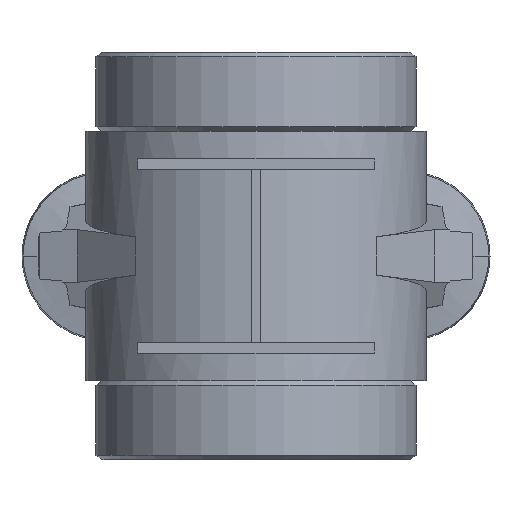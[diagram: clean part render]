
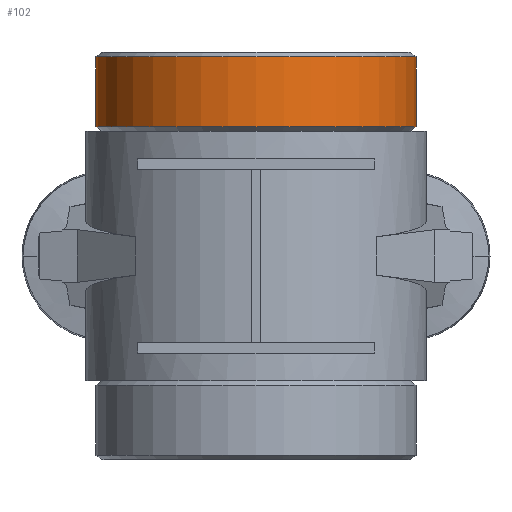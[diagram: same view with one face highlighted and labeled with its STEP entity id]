
A CAD part, front view. The second image highlights one B-rep face of the part: STEP entity #102.
In plain terms, the highlighted cylindrical face has radius 305 mm (diameter 610 mm), a partial arc.
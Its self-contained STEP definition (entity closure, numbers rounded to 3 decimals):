
#102 = ADVANCED_FACE ( 'NONE', ( #20771 ), #20773, .T. ) ;
#1896 = DIRECTION ( 'NONE',  ( 1., 0., 0. ) ) ;
#1898 = DIRECTION ( 'NONE',  ( 0., 0., 1. ) ) ;
#1900 = CARTESIAN_POINT ( 'NONE',  ( 0., 0., 289.8 ) ) ;
#2220 = EDGE_CURVE ( 'NONE', #16411, #16451, #18403, .T. ) ;
#2221 = EDGE_CURVE ( 'NONE', #16551, #16420, #18404, .T. ) ;
#2394 = AXIS2_PLACEMENT_3D ( 'NONE', #1900, #1898, #1896 ) ;
#3155 = DIRECTION ( 'NONE',  ( 0., 0., 1. ) ) ;
#3180 = CARTESIAN_POINT ( 'NONE',  ( 305., 0., 289.8 ) ) ;
#3271 = CARTESIAN_POINT ( 'NONE',  ( -305., 0., 289.8 ) ) ;
#3303 = DIRECTION ( 'NONE',  ( 0., 0., 1. ) ) ;
#3837 = EDGE_CURVE ( 'NONE', #16420, #16451, #18828, .T. ) ;
#3855 = EDGE_CURVE ( 'NONE', #16551, #16411, #18843, .T. ) ;
#5929 = CARTESIAN_POINT ( 'NONE',  ( 0., 0., 379.559 ) ) ;
#5931 = DIRECTION ( 'NONE',  ( 0., 0., 1. ) ) ;
#5933 = DIRECTION ( 'NONE',  ( 1., 0., 0. ) ) ;
#5937 = CARTESIAN_POINT ( 'NONE',  ( 0., 0., 246.441 ) ) ;
#5939 = DIRECTION ( 'NONE',  ( 0., 0., 1. ) ) ;
#5940 = DIRECTION ( 'NONE',  ( 1., 0., 0. ) ) ;
#8941 = CARTESIAN_POINT ( 'NONE',  ( -305., 0., 379.559 ) ) ;
#8950 = CARTESIAN_POINT ( 'NONE',  ( 305., 0., 246.441 ) ) ;
#8973 = CARTESIAN_POINT ( 'NONE',  ( 305., 0., 379.559 ) ) ;
#9052 = CARTESIAN_POINT ( 'NONE',  ( -305., 0., 246.441 ) ) ;
#12828 = EDGE_LOOP ( 'NONE', ( #20010, #20011, #20012, #20013 ) ) ;
#16411 = VERTEX_POINT ( 'NONE', #8941 ) ;
#16420 = VERTEX_POINT ( 'NONE', #8950 ) ;
#16451 = VERTEX_POINT ( 'NONE', #8973 ) ;
#16551 = VERTEX_POINT ( 'NONE', #9052 ) ;
#18403 = CIRCLE ( 'NONE', #19404, 305. ) ;
#18404 = CIRCLE ( 'NONE', #19405, 305. ) ;
#18828 = LINE ( 'NONE', #3180, #18834 ) ;
#18834 = VECTOR ( 'NONE', #3155, 1000. ) ;
#18843 = LINE ( 'NONE', #3271, #18848 ) ;
#18848 = VECTOR ( 'NONE', #3303, 1000. ) ;
#19404 = AXIS2_PLACEMENT_3D ( 'NONE', #5929, #5931, #5933 ) ;
#19405 = AXIS2_PLACEMENT_3D ( 'NONE', #5937, #5939, #5940 ) ;
#20010 = ORIENTED_EDGE ( 'NONE', *, *, #3855, .F. ) ;
#20011 = ORIENTED_EDGE ( 'NONE', *, *, #2221, .T. ) ;
#20012 = ORIENTED_EDGE ( 'NONE', *, *, #3837, .T. ) ;
#20013 = ORIENTED_EDGE ( 'NONE', *, *, #2220, .F. ) ;
#20771 = FACE_OUTER_BOUND ( 'NONE', #12828, .T. ) ;
#20773 = CYLINDRICAL_SURFACE ( 'NONE', #2394, 305. ) ;
